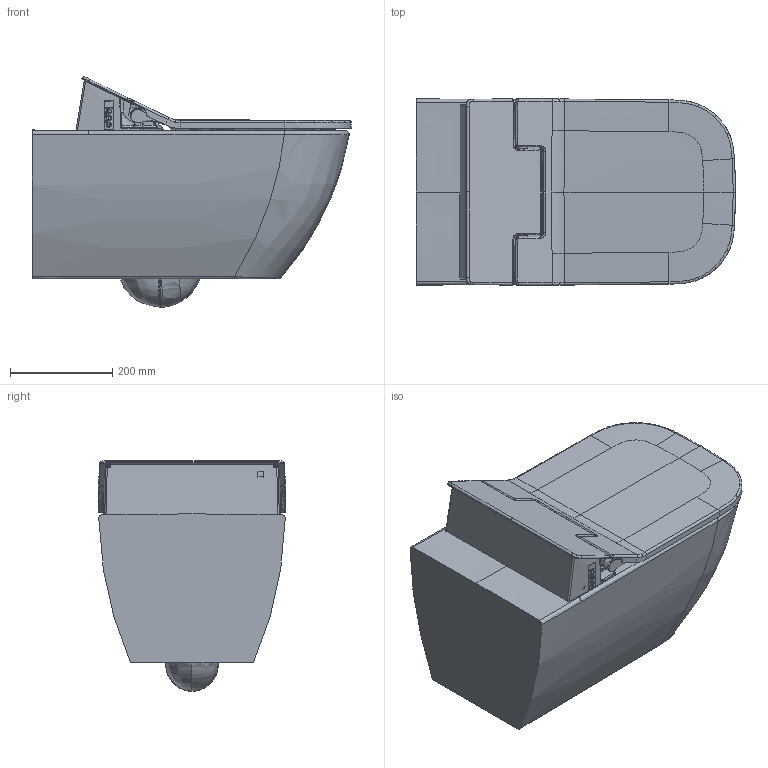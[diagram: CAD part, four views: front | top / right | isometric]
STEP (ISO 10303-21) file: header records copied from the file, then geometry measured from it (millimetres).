
FILE_DESCRIPTION((''),'2;1');
FILE_NAME('255059_611300.stp','2015-07-06T13:55:35',('Administrator'),(''),'Autodesk Inventor 2011','Autodesk Inventor 2011','');
FILE_SCHEMA(('CONFIG_CONTROL_DESIGN'));
Length unit declared in the file: millimetre
Products named in the file (3): 255059_611300; 255059; 611300
Assembly tree (2 placements, depth 2):
  255059_611300
    255059
    611300
Bounding box: 624.88 x 365.21 x 451.76 mm (x, y, z)
Volume: 37944912.6 mm3; surface area: 1941118.2 mm2
Topology: 18 solids, 18 shells, 2884 faces, 11894 edges, 9154 vertices
Faces by surface type: bspline 1386, plane 619, cylinder 587, sphere 122, torus 107, cone 63
Full cylindrical faces by diameter (mm): 0.613 x1, 0.628 x1, 0.695 x1, 0.713 x1, 0.782 x1, 0.803 x1, 0.916 x1, 0.94 x1, 1.091 x1, 1.119 x1, 2.4 x2, 3.4 x3, 3.5 x4, 4 x1, 5.5 x1, 6.5 x1, 8 x1, 9 x2, 10 x3, 12 x2, 16 x4, 19.8 x6, 40 x2
Entity records: 270137 total; most frequent: CARTESIAN_POINT 179576, ORIENTED_EDGE 23552, EDGE_CURVE 11776, DIRECTION 11736, VERTEX_POINT 9135, B_SPLINE_CURVE_WITH_KNOTS 5614, AXIS2_PLACEMENT_3D 4071, VECTOR 3594
